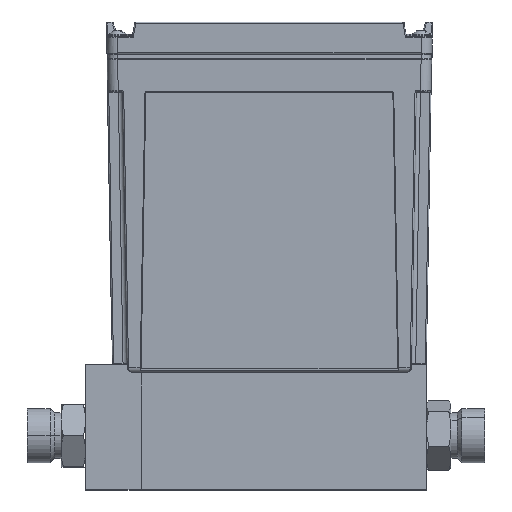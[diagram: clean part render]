
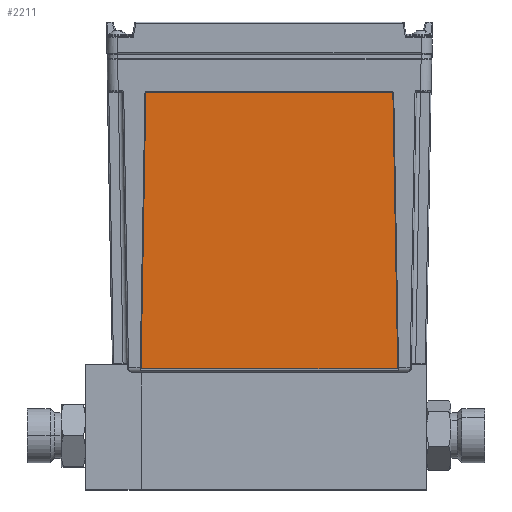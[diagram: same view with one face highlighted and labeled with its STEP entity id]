
A CAD part, top view. The second image highlights one B-rep face of the part: STEP entity #2211.
In plain terms, the highlighted planar face has unit normal (0, -0.018, 1).
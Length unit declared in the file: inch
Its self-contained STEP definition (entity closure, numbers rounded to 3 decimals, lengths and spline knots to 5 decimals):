
#561 = DIRECTION ( 'NONE',  ( -1., 0., 0. ) ) ;
#1179 = CARTESIAN_POINT ( 'NONE',  ( -2.7635, 0.80953, 0.96303 ) ) ;
#1325 = VECTOR ( 'NONE', #20395, 39.37008 ) ;
#1744 = CIRCLE ( 'NONE', #29475, 0.02 ) ;
#2211 = ADVANCED_FACE ( 'NONE', ( #15872 ), #7463, .T. ) ;
#2590 = CARTESIAN_POINT ( 'NONE',  ( -2.6965, 4.63895, 1.02987 ) ) ;
#3332 = CARTESIAN_POINT ( 'NONE',  ( -2.74315, 0.80953, 0.96303 ) ) ;
#3528 = DIRECTION ( 'NONE',  ( 0., -0.017, 1. ) ) ;
#3707 = VERTEX_POINT ( 'NONE', #36146 ) ;
#4041 = VERTEX_POINT ( 'NONE', #7595 ) ;
#4489 = EDGE_CURVE ( 'NONE', #3707, #35483, #40263, .T. ) ;
#4808 = EDGE_CURVE ( 'NONE', #35483, #16935, #24420, .T. ) ;
#5527 = CARTESIAN_POINT ( 'NONE',  ( 0.77015, 0.80953, 0.96303 ) ) ;
#5599 = VECTOR ( 'NONE', #561, 39.37008 ) ;
#7054 = CARTESIAN_POINT ( 'NONE',  ( 0.72384, 4.6193, 1.02953 ) ) ;
#7463 = PLANE ( 'NONE',  #27186 ) ;
#7595 = CARTESIAN_POINT ( 'NONE',  ( -2.69684, 4.6193, 1.02953 ) ) ;
#8810 = ORIENTED_EDGE ( 'NONE', *, *, #42961, .T. ) ;
#10185 = CARTESIAN_POINT ( 'NONE',  ( -0.9865, 4.63895, 1.02987 ) ) ;
#10220 = CARTESIAN_POINT ( 'NONE',  ( 0.77015, 0.82953, 0.96338 ) ) ;
#11173 = AXIS2_PLACEMENT_3D ( 'NONE', #23434, #3528, #26783 ) ;
#12250 = DIRECTION ( 'NONE',  ( 0., -0.017, 1. ) ) ;
#12959 = ORIENTED_EDGE ( 'NONE', *, *, #35578, .T. ) ;
#13299 = AXIS2_PLACEMENT_3D ( 'NONE', #42979, #19521, #33067 ) ;
#13502 = DIRECTION ( 'NONE',  ( 1., 0., 0. ) ) ;
#14845 = DIRECTION ( 'NONE',  ( 0., -0.017, 1. ) ) ;
#15872 = FACE_OUTER_BOUND ( 'NONE', #19912, .T. ) ;
#16569 = EDGE_CURVE ( 'NONE', #27627, #4041, #37352, .T. ) ;
#16935 = VERTEX_POINT ( 'NONE', #5527 ) ;
#17038 = CARTESIAN_POINT ( 'NONE',  ( 0.7905, 0.80953, 0.96303 ) ) ;
#19321 = ORIENTED_EDGE ( 'NONE', *, *, #33472, .T. ) ;
#19521 = DIRECTION ( 'NONE',  ( 0., -0.017, 1. ) ) ;
#19755 = CARTESIAN_POINT ( 'NONE',  ( 0.70385, 4.63895, 1.02987 ) ) ;
#19912 = EDGE_LOOP ( 'NONE', ( #36167, #20265, #19321, #8810, #12959, #24386, #28142, #22344 ) ) ;
#19997 = LINE ( 'NONE', #17038, #1325 ) ;
#20265 = ORIENTED_EDGE ( 'NONE', *, *, #34042, .T. ) ;
#20395 = DIRECTION ( 'NONE',  ( -0.017, 1., 0.017 ) ) ;
#20678 = CARTESIAN_POINT ( 'NONE',  ( 0.79014, 0.82988, 0.96339 ) ) ;
#20834 = LINE ( 'NONE', #2590, #37755 ) ;
#21059 = AXIS2_PLACEMENT_3D ( 'NONE', #34986, #14845, #38398 ) ;
#22344 = ORIENTED_EDGE ( 'NONE', *, *, #4489, .T. ) ;
#23396 = VECTOR ( 'NONE', #41259, 39.37008 ) ;
#23434 = CARTESIAN_POINT ( 'NONE',  ( 0.70385, 4.61895, 1.02953 ) ) ;
#24386 = ORIENTED_EDGE ( 'NONE', *, *, #16569, .T. ) ;
#24420 = LINE ( 'NONE', #1179, #23396 ) ;
#26783 = DIRECTION ( 'NONE',  ( 1., 0., 0. ) ) ;
#27186 = AXIS2_PLACEMENT_3D ( 'NONE', #10185, #12250, #32204 ) ;
#27627 = VERTEX_POINT ( 'NONE', #31577 ) ;
#28142 = ORIENTED_EDGE ( 'NONE', *, *, #42378, .T. ) ;
#29254 = DIRECTION ( 'NONE',  ( -0.017, -1., -0.017 ) ) ;
#29475 = AXIS2_PLACEMENT_3D ( 'NONE', #10220, #33645, #13502 ) ;
#31577 = CARTESIAN_POINT ( 'NONE',  ( -2.67685, 4.63895, 1.02987 ) ) ;
#32204 = DIRECTION ( 'NONE',  ( 1., 0., 0. ) ) ;
#32267 = LINE ( 'NONE', #40670, #5599 ) ;
#33067 = DIRECTION ( 'NONE',  ( 1., 0., 0. ) ) ;
#33472 = EDGE_CURVE ( 'NONE', #36123, #42542, #19997, .T. ) ;
#33645 = DIRECTION ( 'NONE',  ( 0., -0.017, 1. ) ) ;
#34042 = EDGE_CURVE ( 'NONE', #16935, #36123, #1744, .T. ) ;
#34424 = CIRCLE ( 'NONE', #11173, 0.02 ) ;
#34986 = CARTESIAN_POINT ( 'NONE',  ( -2.67685, 4.61895, 1.02953 ) ) ;
#35483 = VERTEX_POINT ( 'NONE', #3332 ) ;
#35578 = EDGE_CURVE ( 'NONE', #36425, #27627, #32267, .T. ) ;
#36123 = VERTEX_POINT ( 'NONE', #20678 ) ;
#36146 = CARTESIAN_POINT ( 'NONE',  ( -2.76314, 0.82988, 0.96339 ) ) ;
#36167 = ORIENTED_EDGE ( 'NONE', *, *, #4808, .T. ) ;
#36425 = VERTEX_POINT ( 'NONE', #19755 ) ;
#37352 = CIRCLE ( 'NONE', #21059, 0.02 ) ;
#37755 = VECTOR ( 'NONE', #29254, 39.37008 ) ;
#38398 = DIRECTION ( 'NONE',  ( 1., 0., 0. ) ) ;
#40263 = CIRCLE ( 'NONE', #13299, 0.02 ) ;
#40670 = CARTESIAN_POINT ( 'NONE',  ( 0.7235, 4.63895, 1.02987 ) ) ;
#41259 = DIRECTION ( 'NONE',  ( 1., 0., 0. ) ) ;
#42378 = EDGE_CURVE ( 'NONE', #4041, #3707, #20834, .T. ) ;
#42542 = VERTEX_POINT ( 'NONE', #7054 ) ;
#42961 = EDGE_CURVE ( 'NONE', #42542, #36425, #34424, .T. ) ;
#42979 = CARTESIAN_POINT ( 'NONE',  ( -2.74315, 0.82953, 0.96338 ) ) ;
